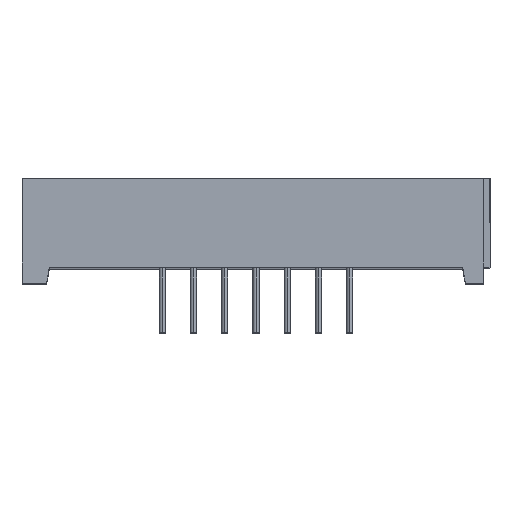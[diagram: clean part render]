
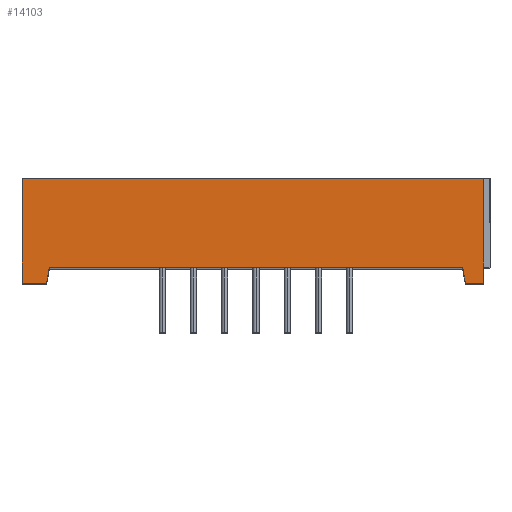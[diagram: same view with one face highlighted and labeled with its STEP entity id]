
A CAD part, top view. The second image highlights one B-rep face of the part: STEP entity #14103.
In plain terms, the highlighted planar face has unit normal (0, 0, 1).
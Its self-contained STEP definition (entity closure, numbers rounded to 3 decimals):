
#1872 = CARTESIAN_POINT ( 'NONE',  ( 18.5, -4.25, 30.4 ) ) ;
#1873 = DIRECTION ( 'NONE',  ( 0., 1., 0. ) ) ;
#1874 = VECTOR ( 'NONE', #1873, 1000. ) ;
#1875 = CARTESIAN_POINT ( 'NONE',  ( 18.5, -8.25, 30.4 ) ) ;
#1876 = LINE ( 'NONE', #1875, #1874 ) ;
#1962 = CARTESIAN_POINT ( 'NONE',  ( 18.5, 4.25, 30.4 ) ) ;
#3364 = CARTESIAN_POINT ( 'NONE',  ( -16.78, -3., 30.4 ) ) ;
#3365 = DIRECTION ( 'NONE',  ( -1., 0., 0. ) ) ;
#3366 = VECTOR ( 'NONE', #3365, 1000. ) ;
#3367 = CARTESIAN_POINT ( 'NONE',  ( -30.429, -3., 30.4 ) ) ;
#3368 = LINE ( 'NONE', #3367, #3366 ) ;
#3369 = CARTESIAN_POINT ( 'NONE',  ( 16.78, -3., 30.4 ) ) ;
#3799 = DIRECTION ( 'NONE',  ( -1., 0., 0. ) ) ;
#3800 = VECTOR ( 'NONE', #3799, 1000. ) ;
#3801 = CARTESIAN_POINT ( 'NONE',  ( 19., -4.25, 30.4 ) ) ;
#3802 = LINE ( 'NONE', #3801, #3800 ) ;
#3817 = DIRECTION ( 'NONE',  ( -1., 0., 0. ) ) ;
#3818 = VECTOR ( 'NONE', #3817, 1000. ) ;
#3819 = CARTESIAN_POINT ( 'NONE',  ( 19., 4.25, 30.4 ) ) ;
#3820 = LINE ( 'NONE', #3819, #3818 ) ;
#3821 = CARTESIAN_POINT ( 'NONE',  ( -19., 4.25, 30.4 ) ) ;
#3848 = DIRECTION ( 'NONE',  ( -0.174, 0.985, 0. ) ) ;
#3849 = VECTOR ( 'NONE', #3848, 1000. ) ;
#3850 = CARTESIAN_POINT ( 'NONE',  ( 14.843, 7.983, 30.4 ) ) ;
#3851 = LINE ( 'NONE', #3850, #3849 ) ;
#3853 = DIRECTION ( 'NONE',  ( -0.174, -0.985, 0. ) ) ;
#3854 = VECTOR ( 'NONE', #3853, 1000. ) ;
#3855 = CARTESIAN_POINT ( 'NONE',  ( -16.678, -2.425, 30.4 ) ) ;
#3856 = LINE ( 'NONE', #3855, #3854 ) ;
#3857 = CARTESIAN_POINT ( 'NONE',  ( -17., -4.25, 30.4 ) ) ;
#3871 = FACE_OUTER_BOUND ( 'NONE', #14104, .T. ) ;
#3904 = CARTESIAN_POINT ( 'NONE',  ( -19., -4.25, 30.4 ) ) ;
#3905 = DIRECTION ( 'NONE',  ( 0., 1., 0. ) ) ;
#3906 = VECTOR ( 'NONE', #3905, 1000. ) ;
#3907 = CARTESIAN_POINT ( 'NONE',  ( -19., -47.893, 30.4 ) ) ;
#3908 = DIRECTION ( 'NONE',  ( 1., 0., 0. ) ) ;
#3909 = DIRECTION ( 'NONE',  ( 0., 0., 1. ) ) ;
#3910 = CARTESIAN_POINT ( 'NONE',  ( 19., -47.893, 30.4 ) ) ;
#3911 = AXIS2_PLACEMENT_3D ( 'NONE', #3910, #3909, #3908 ) ;
#3912 = LINE ( 'NONE', #3907, #3906 ) ;
#3913 = PLANE ( 'NONE',  #3911 ) ;
#3930 = CARTESIAN_POINT ( 'NONE',  ( 17., -4.25, 30.4 ) ) ;
#3931 = DIRECTION ( 'NONE',  ( -1., 0., 0. ) ) ;
#3932 = VECTOR ( 'NONE', #3931, 1000. ) ;
#3933 = CARTESIAN_POINT ( 'NONE',  ( 19., -4.25, 30.4 ) ) ;
#3934 = LINE ( 'NONE', #3933, #3932 ) ;
#13250 = EDGE_CURVE ( 'NONE', #13251, #13277, #1876, .T. ) ;
#13251 = VERTEX_POINT ( 'NONE', #1872 ) ;
#13277 = VERTEX_POINT ( 'NONE', #1962 ) ;
#13829 = VERTEX_POINT ( 'NONE', #3369 ) ;
#13831 = EDGE_CURVE ( 'NONE', #13829, #13832, #3368, .T. ) ;
#13832 = VERTEX_POINT ( 'NONE', #3364 ) ;
#14070 = VERTEX_POINT ( 'NONE', #3821 ) ;
#14072 = EDGE_CURVE ( 'NONE', #13277, #14070, #3820, .T. ) ;
#14084 = ORIENTED_EDGE ( 'NONE', *, *, #14085, .F. ) ;
#14085 = EDGE_CURVE ( 'NONE', #14086, #14110, #3802, .T. ) ;
#14086 = VERTEX_POINT ( 'NONE', #3857 ) ;
#14087 = ORIENTED_EDGE ( 'NONE', *, *, #14088, .F. ) ;
#14088 = EDGE_CURVE ( 'NONE', #13832, #14086, #3856, .T. ) ;
#14089 = ORIENTED_EDGE ( 'NONE', *, *, #13831, .F. ) ;
#14090 = ORIENTED_EDGE ( 'NONE', *, *, #14091, .F. ) ;
#14091 = EDGE_CURVE ( 'NONE', #14120, #13829, #3851, .T. ) ;
#14103 = ADVANCED_FACE ( 'NONE', ( #3871 ), #3913, .T. ) ;
#14104 = EDGE_LOOP ( 'NONE', ( #14105, #14106, #14107, #14108, #14084, #14087, #14089, #14090 ) ) ;
#14105 = ORIENTED_EDGE ( 'NONE', *, *, #14119, .F. ) ;
#14106 = ORIENTED_EDGE ( 'NONE', *, *, #13250, .T. ) ;
#14107 = ORIENTED_EDGE ( 'NONE', *, *, #14072, .T. ) ;
#14108 = ORIENTED_EDGE ( 'NONE', *, *, #14109, .F. ) ;
#14109 = EDGE_CURVE ( 'NONE', #14110, #14070, #3912, .T. ) ;
#14110 = VERTEX_POINT ( 'NONE', #3904 ) ;
#14119 = EDGE_CURVE ( 'NONE', #13251, #14120, #3934, .T. ) ;
#14120 = VERTEX_POINT ( 'NONE', #3930 ) ;
